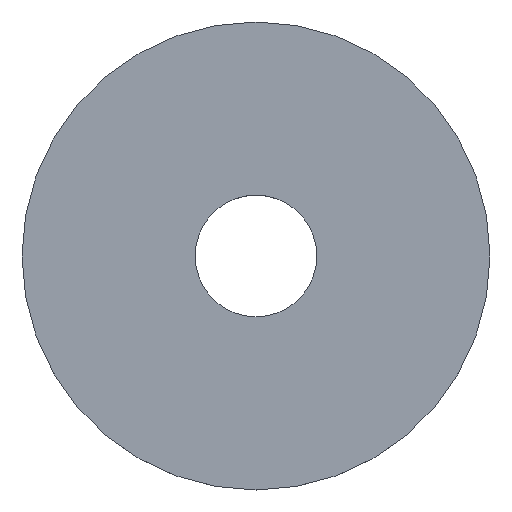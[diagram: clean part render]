
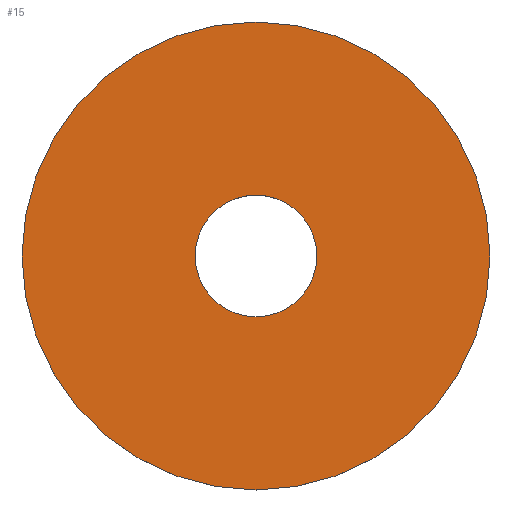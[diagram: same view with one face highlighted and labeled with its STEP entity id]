
A CAD part, top view. The second image highlights one B-rep face of the part: STEP entity #15.
In plain terms, the highlighted planar face has unit normal (0, 0, 1).
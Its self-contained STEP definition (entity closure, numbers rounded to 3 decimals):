
#8 = PLANE ( 'NONE',  #95 ) ;
#9 = DIRECTION ( 'NONE',  ( 0., 0., -1. ) ) ;
#11 = CARTESIAN_POINT ( 'NONE',  ( 0., 6.5, 1.1 ) ) ;
#15 = ADVANCED_FACE ( 'NONE', ( #118, #63 ), #8, .T. ) ;
#24 = EDGE_CURVE ( 'NONE', #38, #38, #85, .T. ) ;
#34 = DIRECTION ( 'NONE',  ( 0., 0., -1. ) ) ;
#38 = VERTEX_POINT ( 'NONE', #65 ) ;
#60 = DIRECTION ( 'NONE',  ( 0., -1., 0. ) ) ;
#62 = EDGE_LOOP ( 'NONE', ( #93 ) ) ;
#63 = FACE_OUTER_BOUND ( 'NONE', #149, .T. ) ;
#64 = EDGE_CURVE ( 'NONE', #120, #120, #90, .T. ) ;
#65 = CARTESIAN_POINT ( 'NONE',  ( 0., 25., 1.1 ) ) ;
#85 = CIRCLE ( 'NONE', #166, 25. ) ;
#86 = DIRECTION ( 'NONE',  ( 0., 1., 0. ) ) ;
#90 = CIRCLE ( 'NONE', #163, 6.5 ) ;
#93 = ORIENTED_EDGE ( 'NONE', *, *, #64, .T. ) ;
#95 = AXIS2_PLACEMENT_3D ( 'NONE', #103, #131, #60 ) ;
#103 = CARTESIAN_POINT ( 'NONE',  ( 0., 6.5, 1.1 ) ) ;
#112 = ORIENTED_EDGE ( 'NONE', *, *, #24, .F. ) ;
#118 = FACE_BOUND ( 'NONE', #62, .T. ) ;
#120 = VERTEX_POINT ( 'NONE', #11 ) ;
#131 = DIRECTION ( 'NONE',  ( 0., 0., 1. ) ) ;
#142 = DIRECTION ( 'NONE',  ( 0., 1., 0. ) ) ;
#143 = CARTESIAN_POINT ( 'NONE',  ( 0., 0., 1.1 ) ) ;
#149 = EDGE_LOOP ( 'NONE', ( #112 ) ) ;
#154 = CARTESIAN_POINT ( 'NONE',  ( 0., 0., 1.1 ) ) ;
#163 = AXIS2_PLACEMENT_3D ( 'NONE', #143, #34, #142 ) ;
#166 = AXIS2_PLACEMENT_3D ( 'NONE', #154, #9, #86 ) ;
